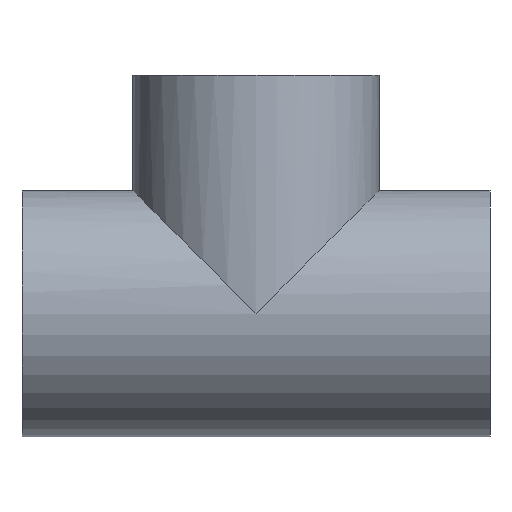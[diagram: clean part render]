
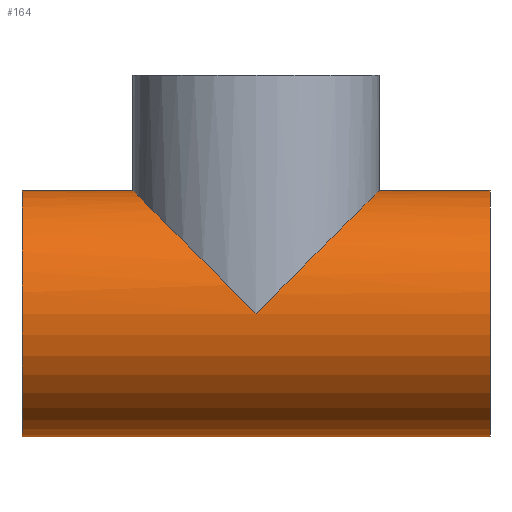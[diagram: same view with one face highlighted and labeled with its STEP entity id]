
A CAD part, front view. The second image highlights one B-rep face of the part: STEP entity #164.
In plain terms, the highlighted cylindrical face has radius 25 mm (diameter 50 mm), a full revolution.
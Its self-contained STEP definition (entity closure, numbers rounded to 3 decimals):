
#20=ELLIPSE($,#184,35.355,25.);
#21=ELLIPSE($,#185,35.355,25.);
#25=FACE_BOUND($,#55,.T.);
#26=FACE_BOUND($,#56,.T.);
#40=FACE_OUTER_BOUND($,#54,.T.);
#54=EDGE_LOOP($,(#126));
#55=EDGE_LOOP($,(#127,#128));
#56=EDGE_LOOP($,(#129));
#82=CIRCLE($,#183,25.);
#83=CIRCLE($,#186,25.);
#94=VERTEX_POINT($,#275);
#95=VERTEX_POINT($,#277);
#96=VERTEX_POINT($,#278);
#97=VERTEX_POINT($,#281);
#110=EDGE_CURVE($,#94,#94,#82,.T.);
#111=EDGE_CURVE($,#95,#96,#20,.T.);
#112=EDGE_CURVE($,#96,#95,#21,.T.);
#113=EDGE_CURVE($,#97,#97,#83,.T.);
#126=ORIENTED_EDGE($,*,*,#110,.T.);
#127=ORIENTED_EDGE($,*,*,#111,.T.);
#128=ORIENTED_EDGE($,*,*,#112,.T.);
#129=ORIENTED_EDGE($,*,*,#113,.F.);
#157=CYLINDRICAL_SURFACE($,#182,25.);
#164=ADVANCED_FACE($,(#40,#25,#26),#157,.T.);
#182=AXIS2_PLACEMENT_3D($,#274,#216,#217);
#183=AXIS2_PLACEMENT_3D($,#276,#218,#219);
#184=AXIS2_PLACEMENT_3D($,#279,#220,#221);
#185=AXIS2_PLACEMENT_3D($,#280,#222,#223);
#186=AXIS2_PLACEMENT_3D($,#282,#224,#225);
#216=DIRECTION('center_axis',(-1.,0.,0.));
#217=DIRECTION('ref_axis',(0.,0.,-1.));
#218=DIRECTION('center_axis',(-1.,0.,0.));
#219=DIRECTION('ref_axis',(0.,0.,-1.));
#220=DIRECTION('center_axis',(0.707,0.,-0.707));
#221=DIRECTION('ref_axis',(-0.707,0.,-0.707));
#222=DIRECTION('center_axis',(-0.707,0.,-0.707));
#223=DIRECTION('ref_axis',(-0.707,0.,0.707));
#224=DIRECTION('center_axis',(-1.,0.,0.));
#225=DIRECTION('ref_axis',(0.,0.,-1.));
#274=CARTESIAN_POINT('Origin',(21.5,0.,0.));
#275=CARTESIAN_POINT('',(69.,0.,25.));
#276=CARTESIAN_POINT('Origin',(69.,0.,0.));
#277=CARTESIAN_POINT('',(21.5,25.,0.));
#278=CARTESIAN_POINT('',(21.5,-25.,0.));
#279=CARTESIAN_POINT('Origin',(21.5,0.,0.));
#280=CARTESIAN_POINT('Origin',(21.5,0.,0.));
#281=CARTESIAN_POINT('',(-26.,0.,25.));
#282=CARTESIAN_POINT('Origin',(-26.,0.,0.));
